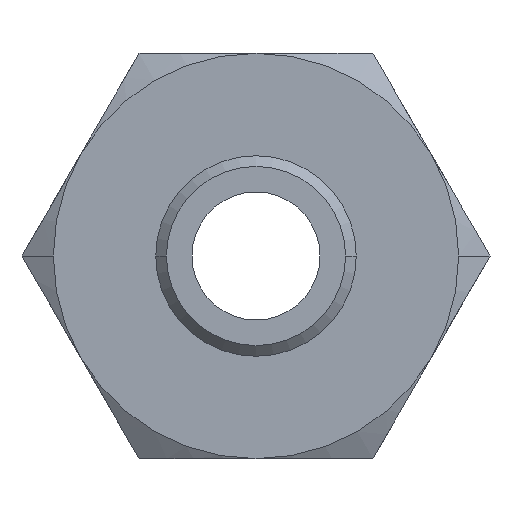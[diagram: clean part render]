
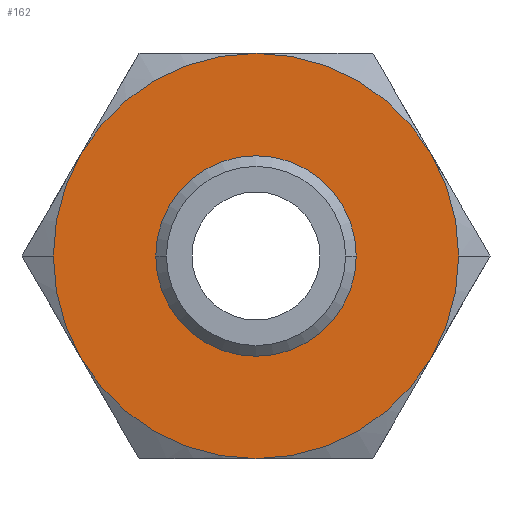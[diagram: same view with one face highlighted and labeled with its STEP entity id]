
A CAD part, front view. The second image highlights one B-rep face of the part: STEP entity #162.
In plain terms, the highlighted planar face has unit normal (0, -1, 0).
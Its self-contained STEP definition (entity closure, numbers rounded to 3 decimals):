
#162=ADVANCED_FACE('',(#323,#324),#325,.T.);
#323=FACE_OUTER_BOUND('',#478,.T.);
#324=FACE_BOUND('',#479,.T.);
#325=PLANE('',#480);
#478=EDGE_LOOP('',(#852,#853,#854,#855,#856,#857,#858,#859));
#479=EDGE_LOOP('',(#860,#861));
#480=AXIS2_PLACEMENT_3D('',#862,#863,#864);
#852=ORIENTED_EDGE('',*,*,#935,.F.);
#853=ORIENTED_EDGE('',*,*,#896,.F.);
#854=ORIENTED_EDGE('',*,*,#913,.F.);
#855=ORIENTED_EDGE('',*,*,#1016,.F.);
#856=ORIENTED_EDGE('',*,*,#955,.F.);
#857=ORIENTED_EDGE('',*,*,#980,.F.);
#858=ORIENTED_EDGE('',*,*,#1025,.F.);
#859=ORIENTED_EDGE('',*,*,#931,.F.);
#860=ORIENTED_EDGE('',*,*,#1020,.F.);
#861=ORIENTED_EDGE('',*,*,#908,.F.);
#862=CARTESIAN_POINT('',(4.75,10.5,0.0));
#863=DIRECTION('',(-0.0,-1.0,-0.0));
#864=DIRECTION('',(-1.0,0.0,0.0));
#896=EDGE_CURVE('',#1055,#1057,#1058,.T.);
#908=EDGE_CURVE('',#1073,#1075,#1076,.T.);
#913=EDGE_CURVE('',#1082,#1055,#1084,.T.);
#931=EDGE_CURVE('',#1111,#1114,#1115,.T.);
#935=EDGE_CURVE('',#1057,#1111,#1119,.T.);
#955=EDGE_CURVE('',#1148,#1146,#1150,.T.);
#980=EDGE_CURVE('',#1088,#1148,#1182,.T.);
#1016=EDGE_CURVE('',#1146,#1082,#1220,.T.);
#1020=EDGE_CURVE('',#1075,#1073,#1224,.T.);
#1025=EDGE_CURVE('',#1114,#1088,#1229,.T.);
#1055=VERTEX_POINT('',#1275);
#1057=VERTEX_POINT('',#1288);
#1058=CIRCLE('',#1289,9.5);
#1073=VERTEX_POINT('',#1328);
#1075=VERTEX_POINT('',#1331);
#1076=CIRCLE('',#1332,4.7);
#1082=VERTEX_POINT('',#1339);
#1084=CIRCLE('',#1352,9.5);
#1088=VERTEX_POINT('',#1367);
#1111=VERTEX_POINT('',#1438);
#1114=VERTEX_POINT('',#1442);
#1115=CIRCLE('',#1443,9.5);
#1119=CIRCLE('',#1469,9.5);
#1146=VERTEX_POINT('',#1534);
#1148=VERTEX_POINT('',#1537);
#1150=CIRCLE('',#1550,9.5);
#1182=CIRCLE('',#1642,9.5);
#1220=CIRCLE('',#1709,9.5);
#1224=CIRCLE('',#1724,4.7);
#1229=CIRCLE('',#1729,9.5);
#1275=CARTESIAN_POINT('',(0.,10.5,9.5));
#1288=CARTESIAN_POINT('',(8.227,10.5,4.75));
#1289=AXIS2_PLACEMENT_3D('',#1752,#1753,#1754);
#1328=CARTESIAN_POINT('',(4.7,10.5,0.));
#1331=CARTESIAN_POINT('',(-4.7,10.5,0.));
#1332=AXIS2_PLACEMENT_3D('',#1767,#1768,#1769);
#1339=CARTESIAN_POINT('',(-8.227,10.5,4.75));
#1352=AXIS2_PLACEMENT_3D('',#1774,#1775,#1776);
#1367=CARTESIAN_POINT('',(0.0,10.5,-9.5));
#1438=CARTESIAN_POINT('',(9.5,10.5,0.));
#1442=CARTESIAN_POINT('',(8.227,10.5,-4.75));
#1443=AXIS2_PLACEMENT_3D('',#1791,#1792,#1793);
#1469=AXIS2_PLACEMENT_3D('',#1794,#1795,#1796);
#1534=CARTESIAN_POINT('',(-9.5,10.5,0.));
#1537=CARTESIAN_POINT('',(-8.227,10.5,-4.75));
#1550=AXIS2_PLACEMENT_3D('',#1815,#1816,#1817);
#1642=AXIS2_PLACEMENT_3D('',#1844,#1845,#1846);
#1709=AXIS2_PLACEMENT_3D('',#1887,#1888,#1889);
#1724=AXIS2_PLACEMENT_3D('',#1890,#1891,#1892);
#1729=AXIS2_PLACEMENT_3D('',#1893,#1894,#1895);
#1752=CARTESIAN_POINT('',(0.0,10.5,0.0));
#1753=DIRECTION('',(-0.0,1.0,0.0));
#1754=DIRECTION('',(1.0,0.0,0.0));
#1767=CARTESIAN_POINT('',(0.0,10.5,0.0));
#1768=DIRECTION('',(0.0,-1.0,0.0));
#1769=DIRECTION('',(1.0,0.0,0.0));
#1774=CARTESIAN_POINT('',(0.0,10.5,0.0));
#1775=DIRECTION('',(-0.0,1.0,0.0));
#1776=DIRECTION('',(1.0,0.0,0.0));
#1791=CARTESIAN_POINT('',(0.0,10.5,0.0));
#1792=DIRECTION('',(-0.0,1.0,0.0));
#1793=DIRECTION('',(1.0,0.0,0.0));
#1794=CARTESIAN_POINT('',(0.0,10.5,0.0));
#1795=DIRECTION('',(-0.0,1.0,0.0));
#1796=DIRECTION('',(1.0,0.0,0.0));
#1815=CARTESIAN_POINT('',(0.0,10.5,0.0));
#1816=DIRECTION('',(-0.0,1.0,0.0));
#1817=DIRECTION('',(1.0,0.0,0.0));
#1844=CARTESIAN_POINT('',(0.0,10.5,0.0));
#1845=DIRECTION('',(-0.0,1.0,0.0));
#1846=DIRECTION('',(1.0,0.0,0.0));
#1887=CARTESIAN_POINT('',(0.0,10.5,0.0));
#1888=DIRECTION('',(-0.0,1.0,0.0));
#1889=DIRECTION('',(1.0,0.0,0.0));
#1890=CARTESIAN_POINT('',(0.0,10.5,0.0));
#1891=DIRECTION('',(0.0,-1.0,0.0));
#1892=DIRECTION('',(1.0,0.0,0.0));
#1893=CARTESIAN_POINT('',(0.0,10.5,0.0));
#1894=DIRECTION('',(-0.0,1.0,0.0));
#1895=DIRECTION('',(1.0,0.0,0.0));
